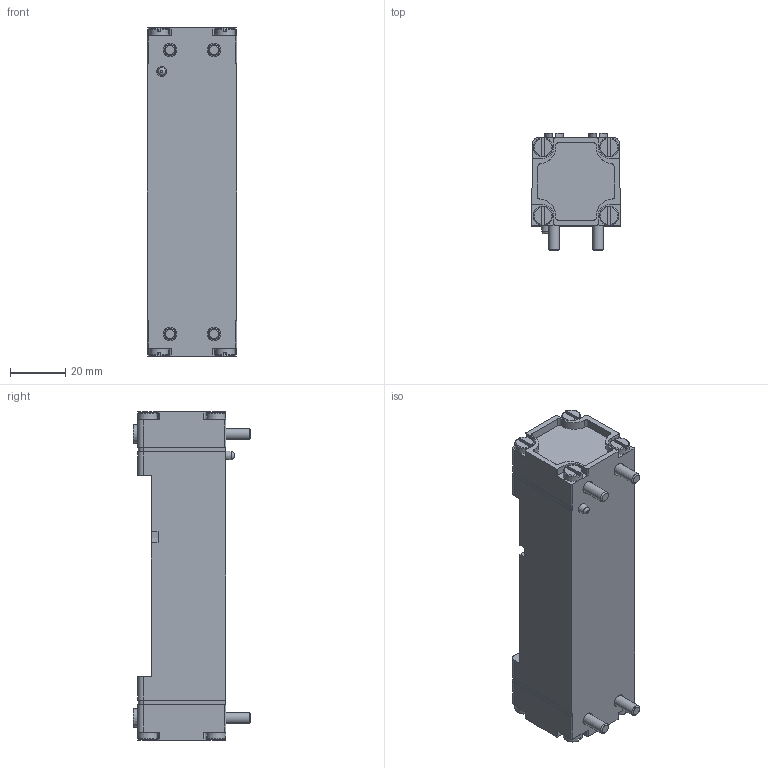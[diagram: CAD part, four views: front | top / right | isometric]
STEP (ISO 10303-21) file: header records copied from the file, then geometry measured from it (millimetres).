
FILE_DESCRIPTION(/* description */ ('STEP AP214'),/* implementation_level */ '2;1');
FILE_NAME(/* name */ '5750_C-5_2-1_4',/* time_stamp */ '2024-08-05T15:53:56+02:00',/* author */ ('License CC BY-ND 4.0'),/* organization */ ('CADENAS'),/* preprocessor_version */ 'ST-DEVELOPER v19.3',/* originating_system */ 'PARTsolutions',/* authorisation */ ' ');
FILE_SCHEMA (('AUTOMOTIVE_DESIGN {1 0 10303 214 3 1 1}'));
Length unit declared in the file: millimetre
Products named in the file (3): 5750 C-5/2-1/4---(high); 5750 C-5/2-1/4---(highH); DIN-84 - M4x40
Assembly tree (5 placements, depth 2):
  5750 C-5/2-1/4---(high)
    5750 C-5/2-1/4---(highH)
    DIN-84 - M4x40  x4
Bounding box: 32.4 x 42.6 x 119 mm (x, y, z)
Volume: 102287.7 mm3; surface area: 23738.8 mm2
Topology: 5 solids, 5 shells, 373 faces, 958 edges, 635 vertices
Faces by surface type: plane 202, cylinder 109, cone 33, torus 29
Full cylindrical faces by diameter (mm): 2.5 x9, 3 x2, 3.242 x4, 4 x4, 4.8 x4, 8 x4
Entity records: 10145 total; most frequent: CARTESIAN_POINT 2006, DIRECTION 1702, ORIENTED_EDGE 1612, EDGE_CURVE 806, AXIS2_PLACEMENT_3D 656, VERTEX_POINT 560, EDGE_LOOP 426, FACE_BOUND 426
